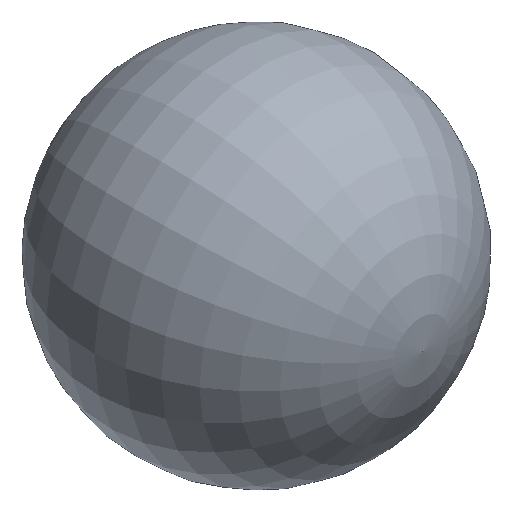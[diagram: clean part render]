
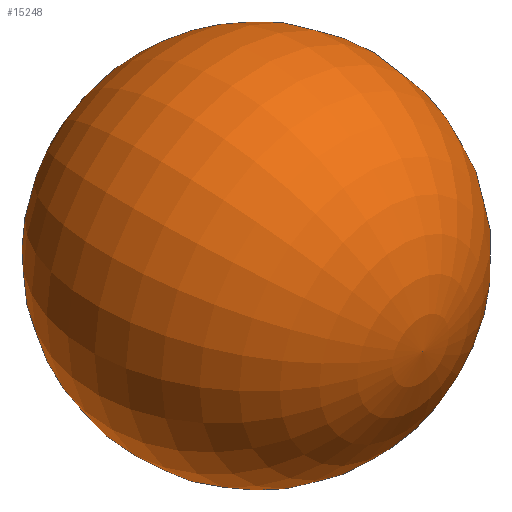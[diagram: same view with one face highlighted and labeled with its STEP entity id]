
A CAD part, isometric view. The second image highlights one B-rep face of the part: STEP entity #15248.
In plain terms, the highlighted toroidal (fillet/blend) face has major radius 0.472 mm and minor radius 200 mm.
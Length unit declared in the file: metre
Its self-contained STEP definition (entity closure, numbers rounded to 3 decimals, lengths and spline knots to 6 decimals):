
#55=VERTEX_LOOP('',#10561);
#69=DEGENERATE_TOROIDAL_SURFACE('',#16596,0.000472,0.2,.T.);
#727=B_SPLINE_CURVE_WITH_KNOTS('',3,(#24525,#24526,#24527,#24528,#24529,
#24530,#24531,#24532,#24533,#24534,#24535,#24536,#24537,#24538,#24539,#24540,
#24541,#24542),.UNSPECIFIED.,.F.,.F.,(4,2,2,2,2,2,2,2,4),(0.,0.001021,
0.002041,0.003062,0.004082,0.005103,
0.006124,0.007144,0.008165),
 .UNSPECIFIED.);
#732=B_SPLINE_CURVE_WITH_KNOTS('',3,(#24593,#24594,#24595,#24596,#24597,
#24598,#24599,#24600,#24601,#24602,#24603,#24604,#24605,#24606,#24607,#24608,
#24609,#24610),.UNSPECIFIED.,.F.,.F.,(4,2,2,2,2,2,2,2,4),(0.008165,
0.009186,0.010206,0.011227,0.012248,
0.013268,0.014289,0.01531,0.01633),
 .UNSPECIFIED.);
#4993=ORIENTED_EDGE('',*,*,#8381,.T.);
#4994=ORIENTED_EDGE('',*,*,#8386,.T.);
#4995=ORIENTED_EDGE('',*,*,#8366,.T.);
#8366=EDGE_CURVE('',#10467,#10468,#11829,.T.);
#8381=EDGE_CURVE('',#10468,#10480,#727,.T.);
#8386=EDGE_CURVE('',#10480,#10467,#732,.T.);
#10467=VERTEX_POINT('',#24438);
#10468=VERTEX_POINT('',#24439);
#10480=VERTEX_POINT('',#24543);
#10561=VERTEX_POINT('',#25463);
#11829=CIRCLE('',#16457,0.034986);
#12806=EDGE_LOOP('',(#4993,#4994,#4995));
#13859=FACE_BOUND('',#12806,.T.);
#13860=FACE_BOUND('',#55,.T.);
#15248=ADVANCED_FACE('',(#13859,#13860),#69,.T.);
#16457=AXIS2_PLACEMENT_3D('',#24437,#19101,#19102);
#16596=AXIS2_PLACEMENT_3D('',#25462,#19445,#19446);
#19101=DIRECTION('',(0.,0.,-1.));
#19102=DIRECTION('',(1.,0.,0.));
#19445=DIRECTION('',(0.,0.,1.));
#19446=DIRECTION('',(1.,0.,0.));
#24437=CARTESIAN_POINT('',(0.,0.,-0.0425));
#24438=CARTESIAN_POINT('',(0.034553,-0.005488,-0.0425));
#24439=CARTESIAN_POINT('',(0.034553,0.005488,-0.0425));
#24525=CARTESIAN_POINT('',(0.034553,0.005488,-0.0425));
#24526=CARTESIAN_POINT('',(0.034215,0.005455,-0.042559));
#24527=CARTESIAN_POINT('',(0.033886,0.005392,-0.042617));
#24528=CARTESIAN_POINT('',(0.03324,0.005206,-0.04273));
#24529=CARTESIAN_POINT('',(0.032922,0.005082,-0.042786));
#24530=CARTESIAN_POINT('',(0.03232,0.004781,-0.042892));
#24531=CARTESIAN_POINT('',(0.032034,0.004604,-0.042942));
#24532=CARTESIAN_POINT('',(0.031497,0.004199,-0.043036));
#24533=CARTESIAN_POINT('',(0.031243,0.003967,-0.04308));
#24534=CARTESIAN_POINT('',(0.030787,0.003468,-0.04316));
#24535=CARTESIAN_POINT('',(0.030583,0.003199,-0.043196));
#24536=CARTESIAN_POINT('',(0.030225,0.002623,-0.043258));
#24537=CARTESIAN_POINT('',(0.03007,0.002314,-0.043285));
#24538=CARTESIAN_POINT('',(0.029824,0.001681,-0.043328));
#24539=CARTESIAN_POINT('',(0.029731,0.001354,-0.043344));
#24540=CARTESIAN_POINT('',(0.029604,0.000679,-0.043367));
#24541=CARTESIAN_POINT('',(0.029573,0.000339,-0.043372));
#24542=CARTESIAN_POINT('',(0.029573,0.,-0.043372));
#24543=CARTESIAN_POINT('',(0.029573,0.,-0.043372));
#24593=CARTESIAN_POINT('',(0.029573,0.,-0.043372));
#24594=CARTESIAN_POINT('',(0.029573,-0.000339,-0.043372));
#24595=CARTESIAN_POINT('',(0.029604,-0.000681,-0.043367));
#24596=CARTESIAN_POINT('',(0.029731,-0.001355,-0.043344));
#24597=CARTESIAN_POINT('',(0.029824,-0.001681,-0.043328));
#24598=CARTESIAN_POINT('',(0.03007,-0.002313,-0.043285));
#24599=CARTESIAN_POINT('',(0.030224,-0.002622,-0.043258));
#24600=CARTESIAN_POINT('',(0.030583,-0.003199,-0.043196));
#24601=CARTESIAN_POINT('',(0.030786,-0.003468,-0.04316));
#24602=CARTESIAN_POINT('',(0.031242,-0.003967,-0.04308));
#24603=CARTESIAN_POINT('',(0.031497,-0.004199,-0.043036));
#24604=CARTESIAN_POINT('',(0.032034,-0.004604,-0.042942));
#24605=CARTESIAN_POINT('',(0.03232,-0.004781,-0.042892));
#24606=CARTESIAN_POINT('',(0.032924,-0.005083,-0.042786));
#24607=CARTESIAN_POINT('',(0.033241,-0.005206,-0.04273));
#24608=CARTESIAN_POINT('',(0.033886,-0.005392,-0.042617));
#24609=CARTESIAN_POINT('',(0.034215,-0.005455,-0.042559));
#24610=CARTESIAN_POINT('',(0.034553,-0.005488,-0.0425));
#25462=CARTESIAN_POINT('',(0.,0.,0.154499));
#25463=CARTESIAN_POINT('',(0.,0.,-0.0455));
